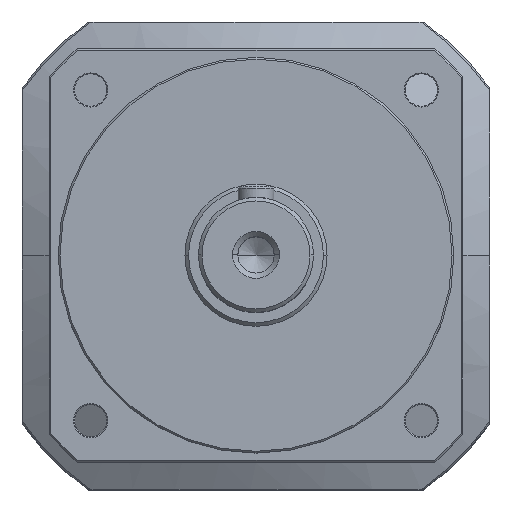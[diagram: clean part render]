
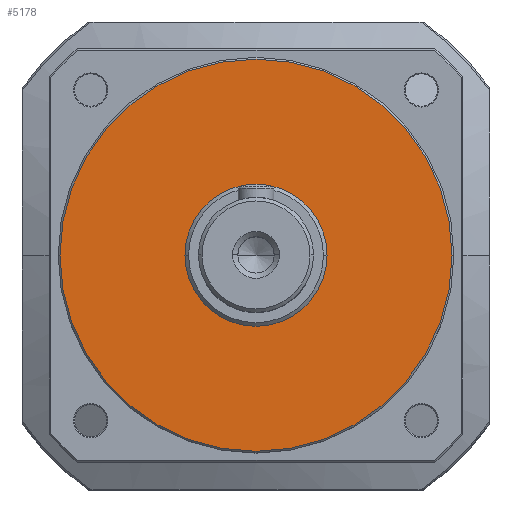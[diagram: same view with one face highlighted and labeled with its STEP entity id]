
A CAD part, top view. The second image highlights one B-rep face of the part: STEP entity #5178.
In plain terms, the highlighted planar face has unit normal (0, 0, 1).
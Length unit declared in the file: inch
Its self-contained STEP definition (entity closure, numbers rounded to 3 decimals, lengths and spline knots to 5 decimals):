
#105 = FACE_BOUND ( 'NONE', #3758, .T. ) ;
#164 = CARTESIAN_POINT ( 'NONE',  ( 2.49049, -0.29763, 1.54528 ) ) ;
#190 = AXIS2_PLACEMENT_3D ( 'NONE', #1265, #4988, #1324 ) ;
#244 = ORIENTED_EDGE ( 'NONE', *, *, #4984, .F. ) ;
#281 = ORIENTED_EDGE ( 'NONE', *, *, #5105, .T. ) ;
#358 = AXIS2_PLACEMENT_3D ( 'NONE', #3439, #1850, #4236 ) ;
#418 = CARTESIAN_POINT ( 'NONE',  ( -0.43274, -0.29763, 1.54528 ) ) ;
#728 = DIRECTION ( 'NONE',  ( -1., 0., 0. ) ) ;
#884 = VERTEX_POINT ( 'NONE', #418 ) ;
#1156 = VERTEX_POINT ( 'NONE', #1407 ) ;
#1265 = CARTESIAN_POINT ( 'NONE',  ( 0.34482, -0.29763, 1.54528 ) ) ;
#1324 = DIRECTION ( 'NONE',  ( -1., 0., 0. ) ) ;
#1407 = CARTESIAN_POINT ( 'NONE',  ( 1.12238, -0.29763, 1.54528 ) ) ;
#1468 = CIRCLE ( 'NONE', #2923, 0.77756 ) ;
#1481 = EDGE_CURVE ( 'NONE', #1156, #884, #3034, .T. ) ;
#1669 = CARTESIAN_POINT ( 'NONE',  ( 0.34482, -0.29763, 1.54528 ) ) ;
#1751 = EDGE_CURVE ( 'NONE', #2959, #2987, #3203, .T. ) ;
#1850 = DIRECTION ( 'NONE',  ( 0., 0., 1. ) ) ;
#2162 = DIRECTION ( 'NONE',  ( -1., 0., 0. ) ) ;
#2253 = AXIS2_PLACEMENT_3D ( 'NONE', #5198, #4396, #728 ) ;
#2351 = ORIENTED_EDGE ( 'NONE', *, *, #1481, .T. ) ;
#2582 = AXIS2_PLACEMENT_3D ( 'NONE', #4601, #4196, #2162 ) ;
#2923 = AXIS2_PLACEMENT_3D ( 'NONE', #1669, #3253, #3308 ) ;
#2959 = VERTEX_POINT ( 'NONE', #164 ) ;
#2987 = VERTEX_POINT ( 'NONE', #3400 ) ;
#3034 = CIRCLE ( 'NONE', #190, 0.77756 ) ;
#3203 = CIRCLE ( 'NONE', #2253, 2.14567 ) ;
#3253 = DIRECTION ( 'NONE',  ( 0., 0., -1. ) ) ;
#3308 = DIRECTION ( 'NONE',  ( -1., 0., 0. ) ) ;
#3400 = CARTESIAN_POINT ( 'NONE',  ( -1.80085, -0.29763, 1.54528 ) ) ;
#3439 = CARTESIAN_POINT ( 'NONE',  ( 0.34482, 1.84803, 1.54528 ) ) ;
#3591 = EDGE_LOOP ( 'NONE', ( #244, #4649 ) ) ;
#3758 = EDGE_LOOP ( 'NONE', ( #281, #2351 ) ) ;
#3816 = PLANE ( 'NONE',  #358 ) ;
#4196 = DIRECTION ( 'NONE',  ( 0., 0., -1. ) ) ;
#4236 = DIRECTION ( 'NONE',  ( 1., 0., 0. ) ) ;
#4396 = DIRECTION ( 'NONE',  ( 0., 0., -1. ) ) ;
#4601 = CARTESIAN_POINT ( 'NONE',  ( 0.34482, -0.29763, 1.54528 ) ) ;
#4649 = ORIENTED_EDGE ( 'NONE', *, *, #1751, .F. ) ;
#4984 = EDGE_CURVE ( 'NONE', #2987, #2959, #5226, .T. ) ;
#4988 = DIRECTION ( 'NONE',  ( 0., 0., -1. ) ) ;
#5105 = EDGE_CURVE ( 'NONE', #884, #1156, #1468, .T. ) ;
#5112 = FACE_OUTER_BOUND ( 'NONE', #3591, .T. ) ;
#5178 = ADVANCED_FACE ( 'NONE', ( #105, #5112 ), #3816, .T. ) ;
#5198 = CARTESIAN_POINT ( 'NONE',  ( 0.34482, -0.29763, 1.54528 ) ) ;
#5226 = CIRCLE ( 'NONE', #2582, 2.14567 ) ;
